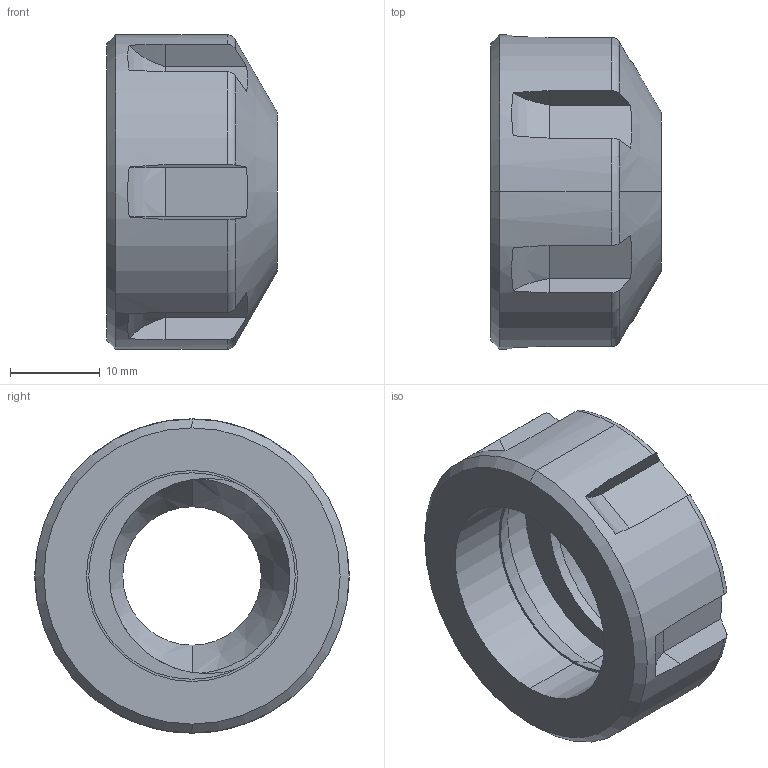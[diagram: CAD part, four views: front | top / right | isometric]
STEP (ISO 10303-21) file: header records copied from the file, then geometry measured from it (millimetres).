
FILE_DESCRIPTION (( 'STEP AP203' ), '1' );
FILE_NAME ('ER20 Mutter_D_3D-Zeichnung.STEP', '2024-03-20T07:07:29', ( '' ), ( '' ), 'SwSTEP 2.0', 'SolidWorks 2023', '' );
FILE_SCHEMA (( 'CONFIG_CONTROL_DESIGN' ));
Length unit declared in the file: metre
Products named in the file (1): ER20 Mutter_D_3D-Zeichnung
Bounding box: 19 x 35 x 35 mm (x, y, z)
Volume: 7470.7 mm3; surface area: 4844 mm2
Topology: 1 solids, 1 shells, 65 faces, 163 edges, 102 vertices
Faces by surface type: plane 24, bspline 18, cylinder 8, cone 8, torus 7
Entity records: 2779 total; most frequent: CARTESIAN_POINT 1281, ORIENTED_EDGE 326, DIRECTION 244, EDGE_CURVE 163, VERTEX_POINT 102, AXIS2_PLACEMENT_3D 93, EDGE_LOOP 69, FACE_OUTER_BOUND 65
